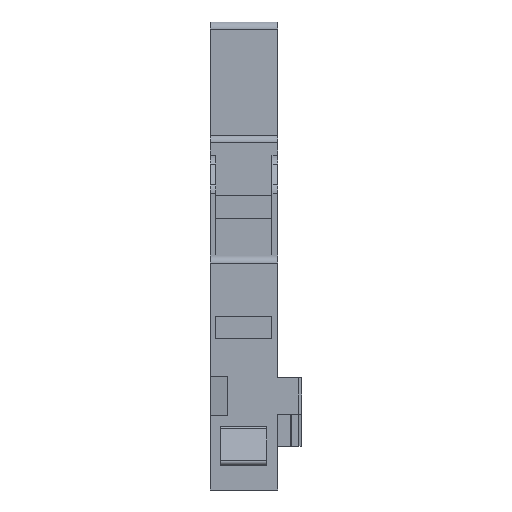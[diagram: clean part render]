
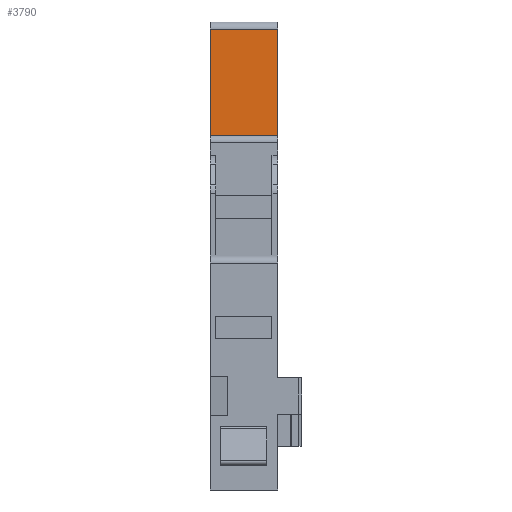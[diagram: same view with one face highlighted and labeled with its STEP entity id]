
A CAD part, front view. The second image highlights one B-rep face of the part: STEP entity #3790.
In plain terms, the highlighted planar face has unit normal (0, -1, 0).
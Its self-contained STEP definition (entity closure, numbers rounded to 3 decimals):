
#392 = DIRECTION ( 'NONE',  ( 0., 0., -1. ) ) ;
#446 = CARTESIAN_POINT ( 'NONE',  ( 0., 21.2, 50. ) ) ;
#481 = EDGE_LOOP ( 'NONE', ( #4895, #3753, #6606, #576 ) ) ;
#576 = ORIENTED_EDGE ( 'NONE', *, *, #6675, .T. ) ;
#815 = DIRECTION ( 'NONE',  ( 0., 0., 1. ) ) ;
#890 = VERTEX_POINT ( 'NONE', #2068 ) ;
#1345 = DIRECTION ( 'NONE',  ( -1., 0., 0. ) ) ;
#1360 = CARTESIAN_POINT ( 'NONE',  ( 9.5, 21.2, 50. ) ) ;
#1568 = LINE ( 'NONE', #6631, #4891 ) ;
#2027 = CARTESIAN_POINT ( 'NONE',  ( 9.5, 21.2, 50. ) ) ;
#2068 = CARTESIAN_POINT ( 'NONE',  ( 0., 21.2, 50. ) ) ;
#2170 = LINE ( 'NONE', #2027, #8641 ) ;
#2441 = VERTEX_POINT ( 'NONE', #5597 ) ;
#3479 = DIRECTION ( 'NONE',  ( 0., 1., 0. ) ) ;
#3753 = ORIENTED_EDGE ( 'NONE', *, *, #4296, .F. ) ;
#3790 = ADVANCED_FACE ( 'NONE', ( #6316 ), #4767, .F. ) ;
#3975 = VERTEX_POINT ( 'NONE', #7708 ) ;
#4296 = EDGE_CURVE ( 'NONE', #2441, #890, #5381, .T. ) ;
#4767 = PLANE ( 'NONE',  #4950 ) ;
#4891 = VECTOR ( 'NONE', #1345, 1000. ) ;
#4895 = ORIENTED_EDGE ( 'NONE', *, *, #6278, .T. ) ;
#4950 = AXIS2_PLACEMENT_3D ( 'NONE', #5417, #3479, #815 ) ;
#5381 = LINE ( 'NONE', #1360, #5493 ) ;
#5417 = CARTESIAN_POINT ( 'NONE',  ( 9.5, 21.2, 50. ) ) ;
#5493 = VECTOR ( 'NONE', #6199, 1000. ) ;
#5597 = CARTESIAN_POINT ( 'NONE',  ( 9.5, 21.2, 50. ) ) ;
#5670 = CARTESIAN_POINT ( 'NONE',  ( 0., 21.2, 65. ) ) ;
#5871 = VECTOR ( 'NONE', #392, 1000. ) ;
#6199 = DIRECTION ( 'NONE',  ( -1., 0., 0. ) ) ;
#6278 = EDGE_CURVE ( 'NONE', #8459, #890, #7642, .T. ) ;
#6316 = FACE_OUTER_BOUND ( 'NONE', #481, .T. ) ;
#6606 = ORIENTED_EDGE ( 'NONE', *, *, #7360, .F. ) ;
#6631 = CARTESIAN_POINT ( 'NONE',  ( 9.5, 21.2, 65. ) ) ;
#6675 = EDGE_CURVE ( 'NONE', #3975, #8459, #1568, .T. ) ;
#7346 = DIRECTION ( 'NONE',  ( 0., 0., -1. ) ) ;
#7360 = EDGE_CURVE ( 'NONE', #3975, #2441, #2170, .T. ) ;
#7642 = LINE ( 'NONE', #446, #5871 ) ;
#7708 = CARTESIAN_POINT ( 'NONE',  ( 9.5, 21.2, 65. ) ) ;
#8459 = VERTEX_POINT ( 'NONE', #5670 ) ;
#8641 = VECTOR ( 'NONE', #7346, 1000. ) ;
